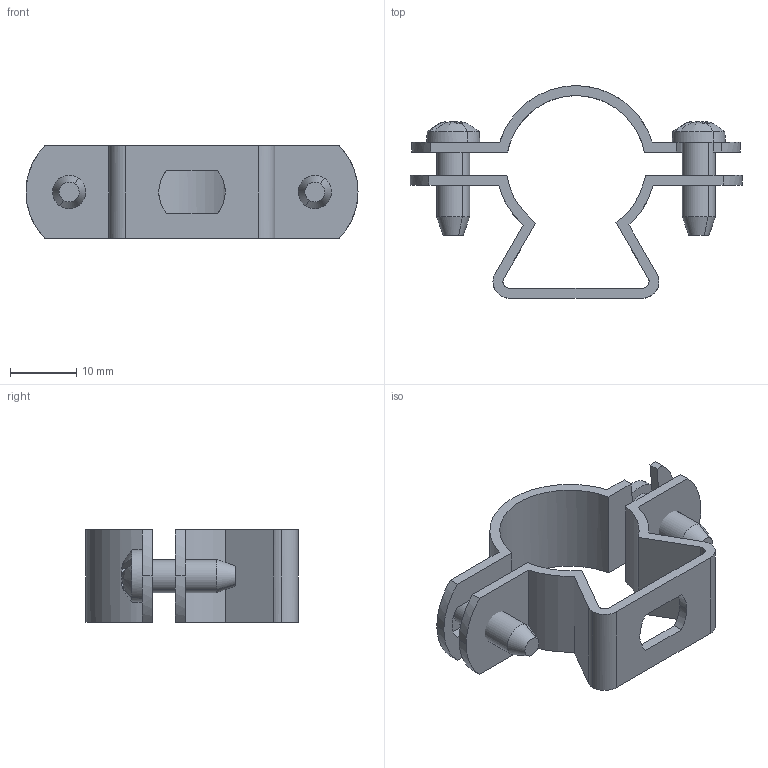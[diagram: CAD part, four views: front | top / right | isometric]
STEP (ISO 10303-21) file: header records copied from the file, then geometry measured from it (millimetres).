
FILE_DESCRIPTION(/* description */ (''),/* implementation_level */ '2;1');
FILE_NAME(/* name */ '1361100',/* time_stamp */ '2015-05-27T13:40:47+02:00',/* author */ (''),/* organization */ (''),/* preprocessor_version */ 'ST-DEVELOPER v15',/* originating_system */ '',/* authorisation */ '');
FILE_SCHEMA (('CONFIG_CONTROL_DESIGN'));
Length unit declared in the file: millimetre
Products named in the file (2): Document; Block 01
Assembly tree (1 placements, depth 2):
  Document
    Block 01
Bounding box: 50 x 32 x 14 mm (x, y, z)
Volume: 3450 mm3; surface area: 5060.3 mm2
Topology: 4 solids, 4 shells, 155 faces, 419 edges, 274 vertices
Faces by surface type: bspline 88, plane 67
Entity records: 6876 total; most frequent: CARTESIAN_POINT 4207, ORIENTED_EDGE 838, EDGE_CURVE 419, VERTEX_POINT 274, B_SPLINE_CURVE_WITH_KNOTS 262, EDGE_LOOP 165, ADVANCED_FACE 155, FACE_OUTER_BOUND 155
